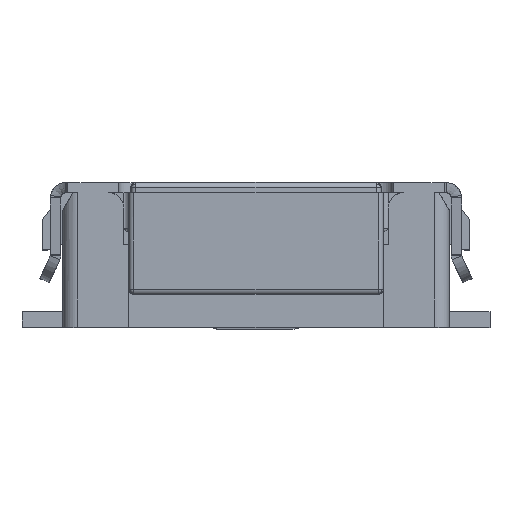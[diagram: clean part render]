
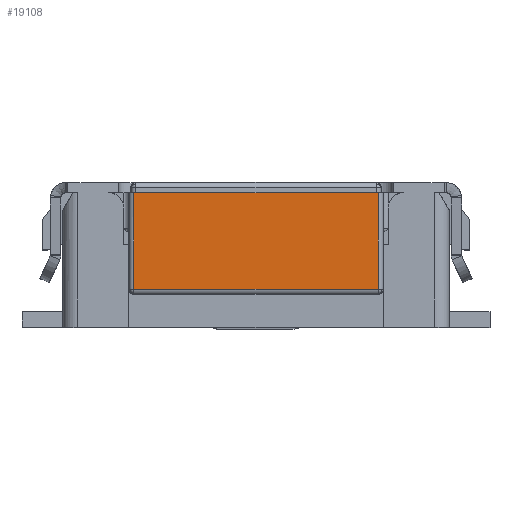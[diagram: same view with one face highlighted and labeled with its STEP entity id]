
A CAD part, top view. The second image highlights one B-rep face of the part: STEP entity #19108.
In plain terms, the highlighted planar face has unit normal (0, -0.018, 1).
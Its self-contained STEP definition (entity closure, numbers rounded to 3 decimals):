
#470 = DIRECTION ( 'NONE',  ( 0., -0.017, 1. ) ) ;
#1117 = EDGE_CURVE ( 'NONE', #8005, #38049, #4722, .T. ) ;
#1467 = VECTOR ( 'NONE', #34310, 1000. ) ;
#4253 = EDGE_CURVE ( 'NONE', #31643, #8005, #6921, .T. ) ;
#4424 = EDGE_CURVE ( 'NONE', #5756, #31643, #7968, .T. ) ;
#4722 = LINE ( 'NONE', #27386, #1467 ) ;
#5379 = ORIENTED_EDGE ( 'NONE', *, *, #6734, .T. ) ;
#5756 = VERTEX_POINT ( 'NONE', #7239 ) ;
#6662 = LINE ( 'NONE', #39510, #27217 ) ;
#6734 = EDGE_CURVE ( 'NONE', #38049, #5756, #6662, .T. ) ;
#6921 = LINE ( 'NONE', #26486, #32891 ) ;
#7239 = CARTESIAN_POINT ( 'NONE',  ( -1.2, 1.32, 2.15 ) ) ;
#7727 = DIRECTION ( 'NONE',  ( 0., -1., -0.017 ) ) ;
#7968 = LINE ( 'NONE', #21289, #29063 ) ;
#8005 = VERTEX_POINT ( 'NONE', #10874 ) ;
#10702 = DIRECTION ( 'NONE',  ( 1., 0., 0. ) ) ;
#10874 = CARTESIAN_POINT ( 'NONE',  ( 1.2, 0.369, 2.133 ) ) ;
#14233 = CARTESIAN_POINT ( 'NONE',  ( -1.2, 0.369, 2.133 ) ) ;
#14459 = EDGE_LOOP ( 'NONE', ( #38454, #40292, #16834, #5379 ) ) ;
#14692 = CARTESIAN_POINT ( 'NONE',  ( -1.3, 1.32, 2.15 ) ) ;
#16834 = ORIENTED_EDGE ( 'NONE', *, *, #1117, .T. ) ;
#18401 = AXIS2_PLACEMENT_3D ( 'NONE', #14692, #470, #7727 ) ;
#19108 = ADVANCED_FACE ( 'NONE', ( #32190 ), #40718, .T. ) ;
#19705 = CARTESIAN_POINT ( 'NONE',  ( 1.2, 1.32, 2.15 ) ) ;
#21289 = CARTESIAN_POINT ( 'NONE',  ( -1.2, 1.32, 2.15 ) ) ;
#25310 = DIRECTION ( 'NONE',  ( -1., 0., 0. ) ) ;
#26486 = CARTESIAN_POINT ( 'NONE',  ( -1.3, 0.369, 2.133 ) ) ;
#27217 = VECTOR ( 'NONE', #25310, 1000. ) ;
#27386 = CARTESIAN_POINT ( 'NONE',  ( 1.2, 1.32, 2.15 ) ) ;
#27702 = DIRECTION ( 'NONE',  ( 0., -1., -0.017 ) ) ;
#29063 = VECTOR ( 'NONE', #27702, 1000. ) ;
#31643 = VERTEX_POINT ( 'NONE', #14233 ) ;
#32190 = FACE_OUTER_BOUND ( 'NONE', #14459, .T. ) ;
#32891 = VECTOR ( 'NONE', #10702, 1000. ) ;
#34310 = DIRECTION ( 'NONE',  ( 0., 1., 0.017 ) ) ;
#38049 = VERTEX_POINT ( 'NONE', #19705 ) ;
#38454 = ORIENTED_EDGE ( 'NONE', *, *, #4424, .T. ) ;
#39510 = CARTESIAN_POINT ( 'NONE',  ( -1.3, 1.32, 2.15 ) ) ;
#40292 = ORIENTED_EDGE ( 'NONE', *, *, #4253, .T. ) ;
#40718 = PLANE ( 'NONE',  #18401 ) ;
